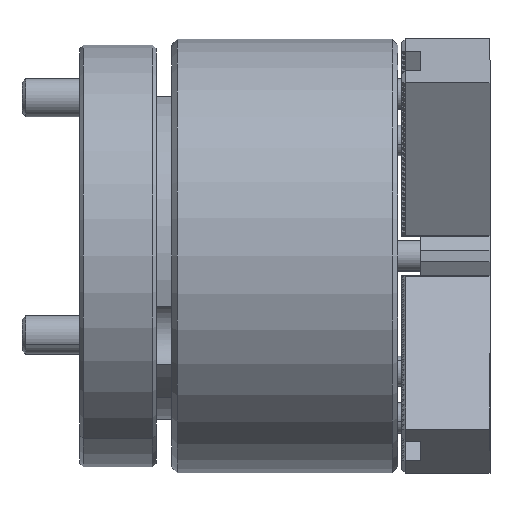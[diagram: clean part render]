
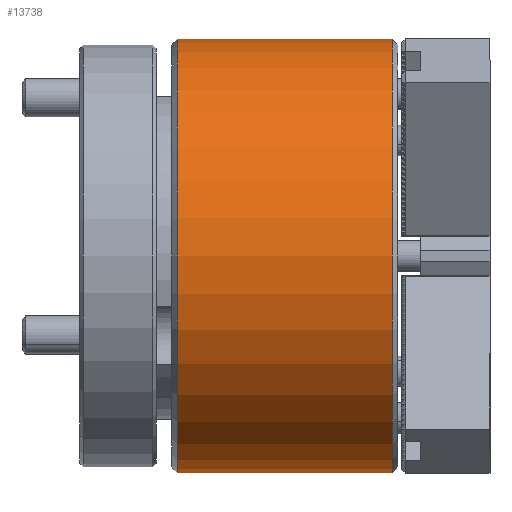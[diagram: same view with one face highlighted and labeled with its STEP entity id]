
A CAD part, front view. The second image highlights one B-rep face of the part: STEP entity #13738.
In plain terms, the highlighted cylindrical face has radius 56.5 mm (diameter 113 mm), a partial arc.
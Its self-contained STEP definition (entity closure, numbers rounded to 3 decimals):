
#179 = CARTESIAN_POINT ( 'NONE',  ( -1.5, 0., 0. ) ) ;
#372 = CARTESIAN_POINT ( 'NONE',  ( 0., 0., 56.5 ) ) ;
#1126 = CARTESIAN_POINT ( 'NONE',  ( -1.5, 0., -56.5 ) ) ;
#1452 = AXIS2_PLACEMENT_3D ( 'NONE', #179, #9824, #1556 ) ;
#1556 = DIRECTION ( 'NONE',  ( 0., 0., -1. ) ) ;
#1992 = CARTESIAN_POINT ( 'NONE',  ( -57.5, 0., 56.5 ) ) ;
#2516 = VERTEX_POINT ( 'NONE', #3406 ) ;
#2541 = CARTESIAN_POINT ( 'NONE',  ( -57.5, 0., 0. ) ) ;
#3073 = DIRECTION ( 'NONE',  ( 1., 0., 0. ) ) ;
#3406 = CARTESIAN_POINT ( 'NONE',  ( -57.5, 0., -56.5 ) ) ;
#3442 = VERTEX_POINT ( 'NONE', #12071 ) ;
#3796 = EDGE_CURVE ( 'NONE', #2516, #17498, #14577, .T. ) ;
#3924 = DIRECTION ( 'NONE',  ( 0., 0., -1. ) ) ;
#4591 = DIRECTION ( 'NONE',  ( 1., 0., 0. ) ) ;
#4722 = EDGE_LOOP ( 'NONE', ( #5492, #12421, #5074, #8724 ) ) ;
#5074 = ORIENTED_EDGE ( 'NONE', *, *, #3796, .T. ) ;
#5075 = AXIS2_PLACEMENT_3D ( 'NONE', #12702, #3073, #7260 ) ;
#5492 = ORIENTED_EDGE ( 'NONE', *, *, #6101, .F. ) ;
#5501 = CIRCLE ( 'NONE', #16335, 56.5 ) ;
#6101 = EDGE_CURVE ( 'NONE', #13147, #3442, #10654, .T. ) ;
#7260 = DIRECTION ( 'NONE',  ( 0., 0., -1. ) ) ;
#8724 = ORIENTED_EDGE ( 'NONE', *, *, #10952, .F. ) ;
#9824 = DIRECTION ( 'NONE',  ( 1., 0., 0. ) ) ;
#10217 = VECTOR ( 'NONE', #4591, 1000. ) ;
#10434 = CYLINDRICAL_SURFACE ( 'NONE', #5075, 56.5 ) ;
#10654 = LINE ( 'NONE', #372, #10217 ) ;
#10874 = FACE_OUTER_BOUND ( 'NONE', #4722, .T. ) ;
#10952 = EDGE_CURVE ( 'NONE', #3442, #17498, #10985, .T. ) ;
#10985 = CIRCLE ( 'NONE', #1452, 56.5 ) ;
#11358 = VECTOR ( 'NONE', #13033, 1000. ) ;
#12071 = CARTESIAN_POINT ( 'NONE',  ( -1.5, 0., 56.5 ) ) ;
#12203 = DIRECTION ( 'NONE',  ( 1., 0., 0. ) ) ;
#12421 = ORIENTED_EDGE ( 'NONE', *, *, #16916, .T. ) ;
#12702 = CARTESIAN_POINT ( 'NONE',  ( 0., 0., 0. ) ) ;
#12976 = CARTESIAN_POINT ( 'NONE',  ( 0., 0., -56.5 ) ) ;
#13033 = DIRECTION ( 'NONE',  ( 1., 0., 0. ) ) ;
#13147 = VERTEX_POINT ( 'NONE', #1992 ) ;
#13738 = ADVANCED_FACE ( 'NONE', ( #10874 ), #10434, .T. ) ;
#14577 = LINE ( 'NONE', #12976, #11358 ) ;
#16335 = AXIS2_PLACEMENT_3D ( 'NONE', #2541, #12203, #3924 ) ;
#16916 = EDGE_CURVE ( 'NONE', #13147, #2516, #5501, .T. ) ;
#17498 = VERTEX_POINT ( 'NONE', #1126 ) ;
